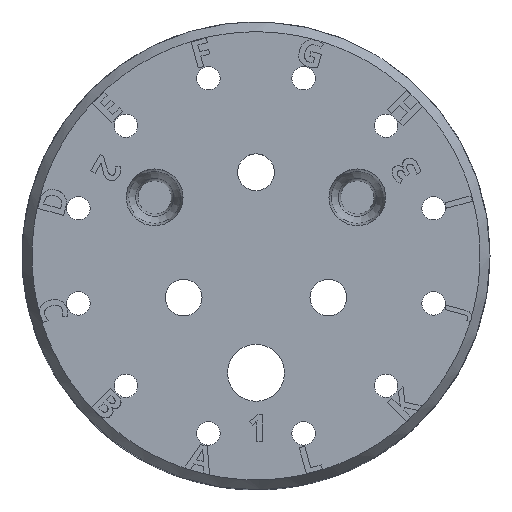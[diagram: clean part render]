
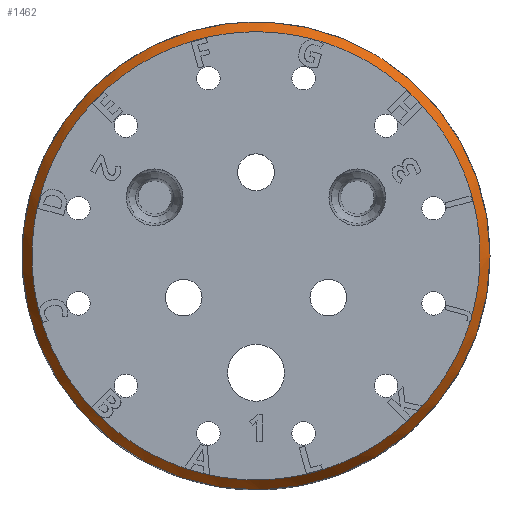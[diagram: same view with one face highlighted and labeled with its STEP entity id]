
A CAD part, top view. The second image highlights one B-rep face of the part: STEP entity #1462.
In plain terms, the highlighted conical face has half-angle 30.964 degrees and reference radius 33.5 mm.
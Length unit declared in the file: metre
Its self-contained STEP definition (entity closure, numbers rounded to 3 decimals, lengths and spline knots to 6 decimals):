
#1462 = ADVANCED_FACE( '', ( #3062, #3063 ), #3064, .T. );
#3062 = FACE_OUTER_BOUND( '', #5733, .T. );
#3063 = FACE_BOUND( '', #5734, .T. );
#3064 = CONICAL_SURFACE( '', #5735, 0.0335, 0.54 );
#5733 = EDGE_LOOP( '', ( #10494 ) );
#5734 = EDGE_LOOP( '', ( #10495, #10496, #10497, #10498, #10499 ) );
#5735 = AXIS2_PLACEMENT_3D( '', #10500, #10501, #10502 );
#10494 = ORIENTED_EDGE( '', *, *, #12221, .F. );
#10495 = ORIENTED_EDGE( '', *, *, #11551, .F. );
#10496 = ORIENTED_EDGE( '', *, *, #12370, .T. );
#10497 = ORIENTED_EDGE( '', *, *, #12092, .T. );
#10498 = ORIENTED_EDGE( '', *, *, #12685, .T. );
#10499 = ORIENTED_EDGE( '', *, *, #11558, .F. );
#10500 = CARTESIAN_POINT( '', ( 0., 0., 0.015 ) );
#10501 = DIRECTION( '', ( 0., 0., -1. ) );
#10502 = DIRECTION( '', ( -1., 0., 0. ) );
#11551 = EDGE_CURVE( '', #13946, #13948, #13949, .T. );
#11558 = EDGE_CURVE( '', #13948, #13959, #13960, .T. );
#12092 = EDGE_CURVE( '', #14748, #14752, #14754, .T. );
#12221 = EDGE_CURVE( '', #14929, #14929, #14930, .F. );
#12370 = EDGE_CURVE( '', #13946, #14748, #15132, .T. );
#12685 = EDGE_CURVE( '', #14752, #13959, #15470, .T. );
#13946 = VERTEX_POINT( '', #18084 );
#13948 = VERTEX_POINT( '', #18088 );
#13949 = CIRCLE( '', #18089, 0.0335 );
#13959 = VERTEX_POINT( '', #18105 );
#13960 = CIRCLE( '', #18106, 0.0335 );
#14748 = VERTEX_POINT( '', #19857 );
#14752 = VERTEX_POINT( '', #19864 );
#14754 = B_SPLINE_CURVE_WITH_KNOTS( '', 3, ( #19867, #19868, #19869, #19870 ), .UNSPECIFIED., .F., .F., ( 4, 4 ), ( 0., 0.000416 ), .UNSPECIFIED. );
#14929 = VERTEX_POINT( '', #20389 );
#14930 = CIRCLE( '', #20390, 0.035 );
#15132 = B_SPLINE_CURVE_WITH_KNOTS( '', 3, ( #21023, #21024, #21025, #21026, #21027, #21028 ), .UNSPECIFIED., .F., .F., ( 4, 2, 4 ), ( 0., 0.000239, 0.000478 ), .UNSPECIFIED. );
#15470 = B_SPLINE_CURVE_WITH_KNOTS( '', 3, ( #21627, #21628, #21629, #21630 ), .UNSPECIFIED., .F., .F., ( 4, 4 ), ( 0., 0.000089 ), .UNSPECIFIED. );
#18084 = CARTESIAN_POINT( '', ( 0.032268, -0.009003, 0.015 ) );
#18088 = CARTESIAN_POINT( '', ( -0.010707, -0.031743, 0.015 ) );
#18089 = AXIS2_PLACEMENT_3D( '', #22129, #22130, #22131 );
#18105 = CARTESIAN_POINT( '', ( 0.032029, -0.009818, 0.015 ) );
#18106 = AXIS2_PLACEMENT_3D( '', #22138, #22139, #22140 );
#19857 = CARTESIAN_POINT( '', ( 0.032224, -0.009452, 0.014863 ) );
#19864 = CARTESIAN_POINT( '', ( 0.032073, -0.009829, 0.014924 ) );
#19867 = CARTESIAN_POINT( '', ( 0.032224, -0.009452, 0.014863 ) );
#19868 = CARTESIAN_POINT( '', ( 0.032189, -0.009586, 0.014858 ) );
#19869 = CARTESIAN_POINT( '', ( 0.032139, -0.009718, 0.014873 ) );
#19870 = CARTESIAN_POINT( '', ( 0.032073, -0.009829, 0.014924 ) );
#20389 = CARTESIAN_POINT( '', ( 0.035, 0., 0.0125 ) );
#20390 = AXIS2_PLACEMENT_3D( '', #22604, #22605, #22606 );
#21023 = CARTESIAN_POINT( '', ( 0.032268, -0.009003, 0.015 ) );
#21024 = CARTESIAN_POINT( '', ( 0.032275, -0.009071, 0.014957 ) );
#21025 = CARTESIAN_POINT( '', ( 0.032275, -0.009144, 0.014924 ) );
#21026 = CARTESIAN_POINT( '', ( 0.03226, -0.009297, 0.014878 ) );
#21027 = CARTESIAN_POINT( '', ( 0.032245, -0.009375, 0.014866 ) );
#21028 = CARTESIAN_POINT( '', ( 0.032224, -0.009452, 0.014863 ) );
#21627 = CARTESIAN_POINT( '', ( 0.032073, -0.009829, 0.014924 ) );
#21628 = CARTESIAN_POINT( '', ( 0.032058, -0.009825, 0.014949 ) );
#21629 = CARTESIAN_POINT( '', ( 0.032044, -0.009822, 0.014975 ) );
#21630 = CARTESIAN_POINT( '', ( 0.032029, -0.009818, 0.015 ) );
#22129 = CARTESIAN_POINT( '', ( 0., 0., 0.015 ) );
#22130 = DIRECTION( '', ( 0., 0., 1. ) );
#22131 = DIRECTION( '', ( 1., 0., 0. ) );
#22138 = CARTESIAN_POINT( '', ( 0., 0., 0.015 ) );
#22139 = DIRECTION( '', ( 0., 0., 1. ) );
#22140 = DIRECTION( '', ( 1., 0., 0. ) );
#22604 = CARTESIAN_POINT( '', ( 0., 0., 0.0125 ) );
#22605 = DIRECTION( '', ( 0., 0., 1. ) );
#22606 = DIRECTION( '', ( 1., 0., 0. ) );
